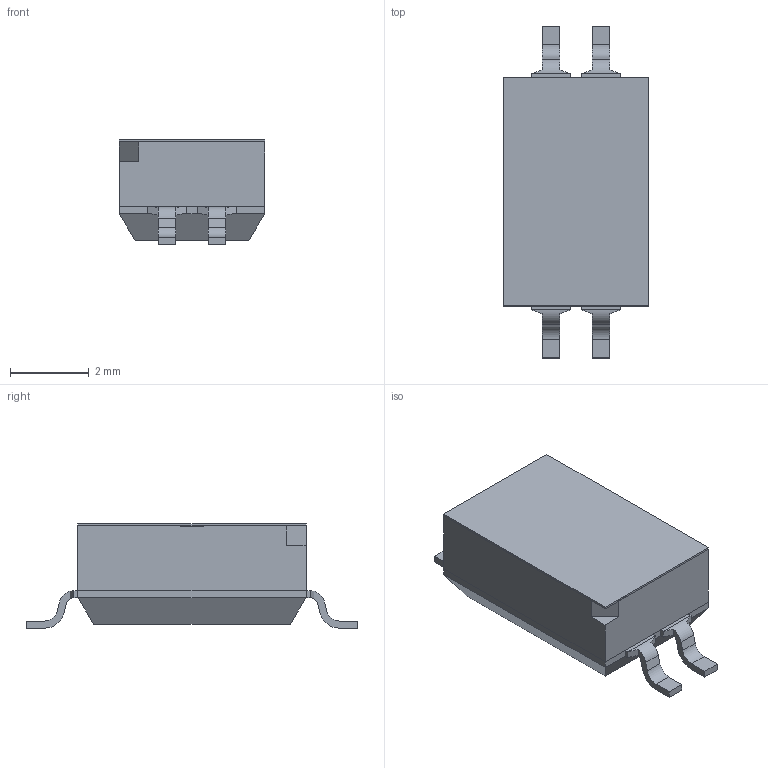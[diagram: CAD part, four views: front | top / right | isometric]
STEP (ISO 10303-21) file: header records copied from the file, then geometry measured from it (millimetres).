
FILE_DESCRIPTION(/* description */ ('Unknown'),/* implementation_level */ '2;1');
FILE_NAME(/* name */ '416131160802',/* time_stamp */ '2021-04-27T10:30:15+02:00',/* author */ ('Unknown'),/* organization */ ('Unknown'),/* preprocessor_version */ 'ST-DEVELOPER v16.7',/* originating_system */ 'Solid Edge',/* authorisation */ 'Unknown');
FILE_SCHEMA (('AUTOMOTIVE_DESIGN {1 0 10303 214 3 1 1}'));
Length unit declared in the file: millimetre
Products named in the file (7): 4161311608xx; Lead_Terminal 02; Terminal; Housing_02; Actuator; Contact; Cover_Tape_02
Assembly tree (9 placements, depth 2):
  4161311608xx
    Lead_Terminal 02
    Terminal  x2
    Housing_02
    Actuator  x2
    Contact  x2
    Cover_Tape_02
Bounding box: 3.71 x 8.44 x 2.65 mm (x, y, z)
Volume: 45.6 mm3; surface area: 275.2 mm2
Topology: 11 solids, 11 shells, 331 faces, 883 edges, 576 vertices
Faces by surface type: plane 279, cylinder 46, bspline 6
Full cylindrical faces by diameter (mm): 0.5 x2
Entity records: 8076 total; most frequent: CARTESIAN_POINT 1654, ORIENTED_EDGE 1226, DIRECTION 1095, EDGE_CURVE 613, LINE 501, VECTOR 501, VERTEX_POINT 400, AXIS2_PLACEMENT_3D 297
